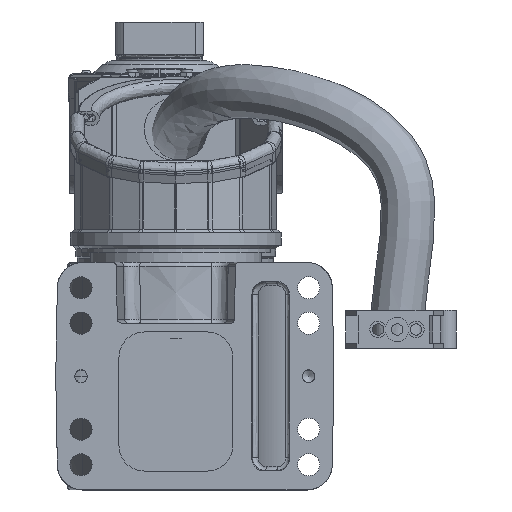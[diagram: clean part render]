
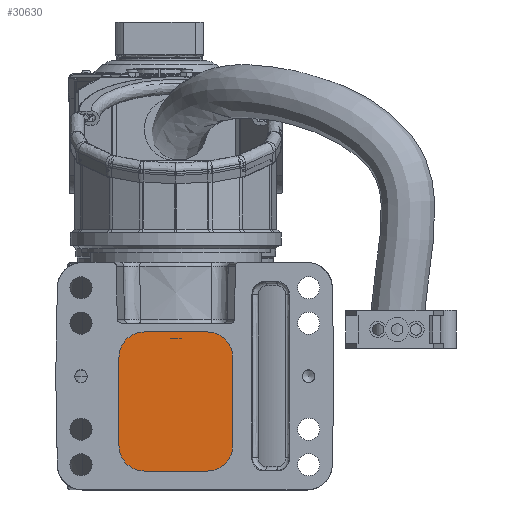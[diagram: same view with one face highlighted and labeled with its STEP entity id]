
A CAD part, left-side view. The second image highlights one B-rep face of the part: STEP entity #30630.
In plain terms, the highlighted planar face has unit normal (-1, 0, 0).
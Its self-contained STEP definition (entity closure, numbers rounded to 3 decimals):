
#1468=LINE('',#45360,#3535);
#1469=LINE('',#45364,#3536);
#1470=LINE('',#45368,#3537);
#1471=LINE('',#45371,#3538);
#3535=VECTOR('',#35880,10.);
#3536=VECTOR('',#35883,10.);
#3537=VECTOR('',#35886,10.);
#3538=VECTOR('',#35889,10.);
#5602=PLANE('',#32720);
#6310=FACE_OUTER_BOUND('',#8133,.T.);
#8133=EDGE_LOOP('',(#19643,#19644,#19645,#19646,#19647,#19648,#19649,#19650));
#10132=CIRCLE('',#32721,20.);
#10133=CIRCLE('',#32722,20.);
#10134=CIRCLE('',#32723,20.);
#10135=CIRCLE('',#32724,20.);
#12287=VERTEX_POINT('',#45356);
#12288=VERTEX_POINT('',#45357);
#12289=VERTEX_POINT('',#45359);
#12290=VERTEX_POINT('',#45361);
#12291=VERTEX_POINT('',#45363);
#12292=VERTEX_POINT('',#45365);
#12293=VERTEX_POINT('',#45367);
#12294=VERTEX_POINT('',#45369);
#15118=EDGE_CURVE('',#12287,#12288,#10132,.T.);
#15119=EDGE_CURVE('',#12289,#12288,#1468,.T.);
#15120=EDGE_CURVE('',#12289,#12290,#10133,.T.);
#15121=EDGE_CURVE('',#12291,#12290,#1469,.T.);
#15122=EDGE_CURVE('',#12291,#12292,#10134,.T.);
#15123=EDGE_CURVE('',#12293,#12292,#1470,.T.);
#15124=EDGE_CURVE('',#12293,#12294,#10135,.T.);
#15125=EDGE_CURVE('',#12287,#12294,#1471,.T.);
#19643=ORIENTED_EDGE('',*,*,#15118,.T.);
#19644=ORIENTED_EDGE('',*,*,#15119,.F.);
#19645=ORIENTED_EDGE('',*,*,#15120,.T.);
#19646=ORIENTED_EDGE('',*,*,#15121,.F.);
#19647=ORIENTED_EDGE('',*,*,#15122,.T.);
#19648=ORIENTED_EDGE('',*,*,#15123,.F.);
#19649=ORIENTED_EDGE('',*,*,#15124,.T.);
#19650=ORIENTED_EDGE('',*,*,#15125,.F.);
#30630=ADVANCED_FACE('',(#6310),#5602,.F.);
#32720=AXIS2_PLACEMENT_3D('',#45355,#35876,#35877);
#32721=AXIS2_PLACEMENT_3D('',#45358,#35878,#35879);
#32722=AXIS2_PLACEMENT_3D('',#45362,#35881,#35882);
#32723=AXIS2_PLACEMENT_3D('',#45366,#35884,#35885);
#32724=AXIS2_PLACEMENT_3D('',#45370,#35887,#35888);
#35876=DIRECTION('center_axis',(1.,0.,0.));
#35877=DIRECTION('ref_axis',(0.,0.,-1.));
#35878=DIRECTION('center_axis',(-1.,0.,0.));
#35879=DIRECTION('ref_axis',(0.,-0.707,0.707));
#35880=DIRECTION('',(0.,-1.,0.));
#35881=DIRECTION('center_axis',(-1.,0.,0.));
#35882=DIRECTION('ref_axis',(0.,0.707,0.707));
#35883=DIRECTION('',(0.,0.,1.));
#35884=DIRECTION('center_axis',(-1.,0.,0.));
#35885=DIRECTION('ref_axis',(0.,0.707,-0.707));
#35886=DIRECTION('',(0.,1.,0.));
#35887=DIRECTION('center_axis',(-1.,0.,0.));
#35888=DIRECTION('ref_axis',(0.,-0.707,-0.707));
#35889=DIRECTION('',(0.,0.,-1.));
#45355=CARTESIAN_POINT('Origin',(-165.,-35.,24.));
#45356=CARTESIAN_POINT('',(-165.,-45.,15.));
#45357=CARTESIAN_POINT('',(-165.,-25.,35.));
#45358=CARTESIAN_POINT('Origin',(-165.,-25.,15.));
#45359=CARTESIAN_POINT('',(-165.,25.,35.));
#45360=CARTESIAN_POINT('',(-165.,45.,35.));
#45361=CARTESIAN_POINT('',(-165.,45.,15.));
#45362=CARTESIAN_POINT('Origin',(-165.,25.,15.));
#45363=CARTESIAN_POINT('',(-165.,45.,-55.));
#45364=CARTESIAN_POINT('',(-165.,45.,-75.));
#45365=CARTESIAN_POINT('',(-165.,25.,-75.));
#45366=CARTESIAN_POINT('Origin',(-165.,25.,-55.));
#45367=CARTESIAN_POINT('',(-165.,-25.,-75.));
#45368=CARTESIAN_POINT('',(-165.,-45.,-75.));
#45369=CARTESIAN_POINT('',(-165.,-45.,-55.));
#45370=CARTESIAN_POINT('Origin',(-165.,-25.,-55.));
#45371=CARTESIAN_POINT('',(-165.,-45.,35.));
